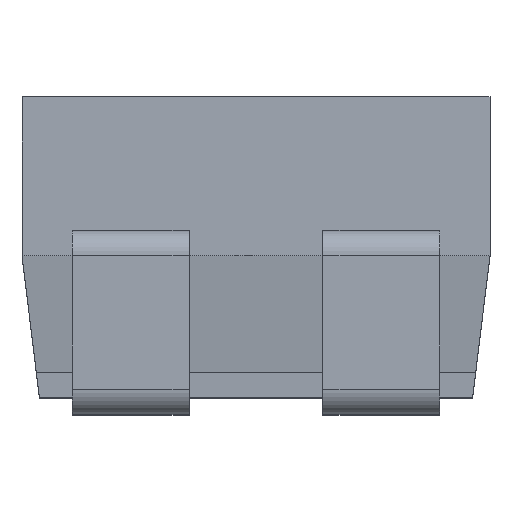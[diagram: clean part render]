
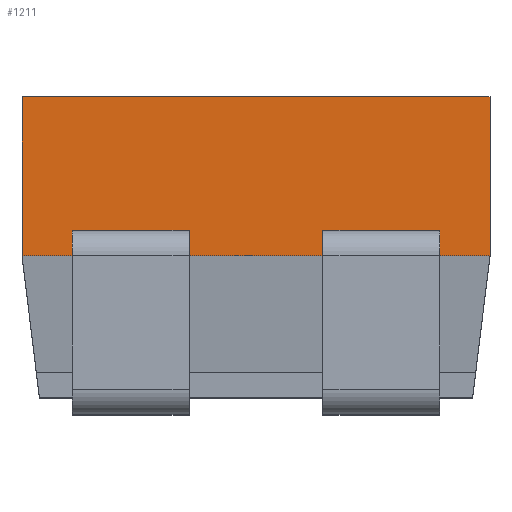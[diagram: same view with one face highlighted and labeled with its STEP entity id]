
A CAD part, top view. The second image highlights one B-rep face of the part: STEP entity #1211.
In plain terms, the highlighted planar face has unit normal (0, 0, 1).
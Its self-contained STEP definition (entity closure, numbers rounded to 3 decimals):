
#58 = DIRECTION ( 'NONE',  ( 0., -1., 0. ) ) ;
#119 = EDGE_CURVE ( 'NONE', #1525, #535, #1179, .T. ) ;
#158 = ORIENTED_EDGE ( 'NONE', *, *, #993, .F. ) ;
#159 = CARTESIAN_POINT ( 'NONE',  ( 1.4, 1.9, 1.6 ) ) ;
#213 = ORIENTED_EDGE ( 'NONE', *, *, #1688, .T. ) ;
#223 = EDGE_LOOP ( 'NONE', ( #249, #213, #902, #158 ) ) ;
#249 = ORIENTED_EDGE ( 'NONE', *, *, #891, .T. ) ;
#520 = CARTESIAN_POINT ( 'NONE',  ( -1.4, 1.9, 1.6 ) ) ;
#535 = VERTEX_POINT ( 'NONE', #624 ) ;
#537 = CARTESIAN_POINT ( 'NONE',  ( 1.4, 1.9, 1.6 ) ) ;
#563 = VERTEX_POINT ( 'NONE', #921 ) ;
#568 = DIRECTION ( 'NONE',  ( 0., 0., -1. ) ) ;
#624 = CARTESIAN_POINT ( 'NONE',  ( 1.4, 0.95, 1.6 ) ) ;
#805 = LINE ( 'NONE', #1906, #1100 ) ;
#830 = CARTESIAN_POINT ( 'NONE',  ( 1.4, 1.9, 1.6 ) ) ;
#891 = EDGE_CURVE ( 'NONE', #1226, #563, #1509, .T. ) ;
#892 = CARTESIAN_POINT ( 'NONE',  ( -1.4, 1.9, 1.6 ) ) ;
#902 = ORIENTED_EDGE ( 'NONE', *, *, #119, .F. ) ;
#917 = LINE ( 'NONE', #830, #1212 ) ;
#921 = CARTESIAN_POINT ( 'NONE',  ( -1.4, 0.95, 1.6 ) ) ;
#976 = AXIS2_PLACEMENT_3D ( 'NONE', #1447, #568, #1300 ) ;
#993 = EDGE_CURVE ( 'NONE', #1226, #1525, #917, .T. ) ;
#1063 = VECTOR ( 'NONE', #1355, 1000. ) ;
#1100 = VECTOR ( 'NONE', #1608, 1000. ) ;
#1179 = LINE ( 'NONE', #159, #1063 ) ;
#1211 = ADVANCED_FACE ( 'NONE', ( #1220 ), #1295, .F. ) ;
#1212 = VECTOR ( 'NONE', #1557, 1000. ) ;
#1220 = FACE_OUTER_BOUND ( 'NONE', #223, .T. ) ;
#1226 = VERTEX_POINT ( 'NONE', #892 ) ;
#1295 = PLANE ( 'NONE',  #976 ) ;
#1300 = DIRECTION ( 'NONE',  ( -1., 0., 0. ) ) ;
#1355 = DIRECTION ( 'NONE',  ( 0., -1., 0. ) ) ;
#1447 = CARTESIAN_POINT ( 'NONE',  ( 1.4, 1.9, 1.6 ) ) ;
#1509 = LINE ( 'NONE', #520, #1821 ) ;
#1525 = VERTEX_POINT ( 'NONE', #537 ) ;
#1557 = DIRECTION ( 'NONE',  ( 1., 0., 0. ) ) ;
#1608 = DIRECTION ( 'NONE',  ( 1., 0., 0. ) ) ;
#1688 = EDGE_CURVE ( 'NONE', #563, #535, #805, .T. ) ;
#1821 = VECTOR ( 'NONE', #58, 1000. ) ;
#1906 = CARTESIAN_POINT ( 'NONE',  ( -1.4, 0.95, 1.6 ) ) ;
